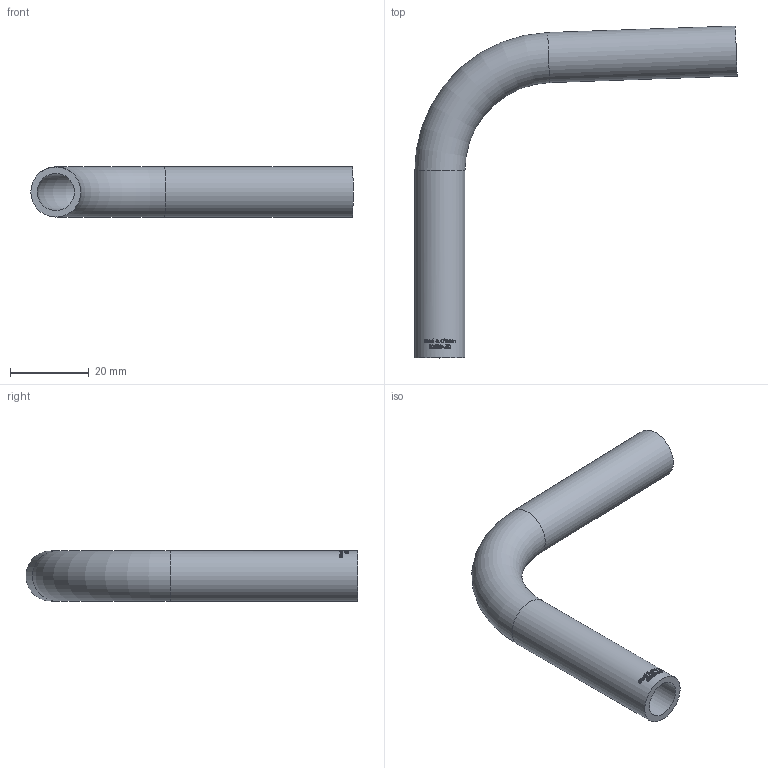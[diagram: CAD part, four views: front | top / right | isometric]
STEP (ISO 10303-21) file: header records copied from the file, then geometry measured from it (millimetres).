
FILE_DESCRIPTION(/* description */ (''),/* implementation_level */ '2;1');
FILE_NAME(/* name */ 'S2S88-.50.stp',/* time_stamp */ '2018-11-27T14:37:59-05:00',/* author */ ('ken'),/* organization */ (''),/* preprocessor_version */ 'ST-DEVELOPER v15.2',/* originating_system */ 'Autodesk Inventor 2014',/* authorisation */ '');
FILE_SCHEMA (('AUTOMOTIVE_DESIGN { 1 0 10303 214 3 1 1 }'));
Length unit declared in the file: inch
Products named in the file (1): S2S88-.50
Bounding box: 81.75 x 84.19 x 12.7 mm (x, y, z)
Volume: 7973.3 mm3; surface area: 9784.5 mm2
Topology: 1 solids, 1 shells, 382 faces, 1028 edges, 684 vertices
Faces by surface type: bspline 225, plane 115, cylinder 40, torus 2
Full cylindrical faces by diameter (mm): 9.398 x2, 12.7 x2
Entity records: 16206 total; most frequent: CARTESIAN_POINT 8014, ORIENTED_EDGE 2044, EDGE_CURVE 1022, DIRECTION 1014, VERTEX_POINT 684, B_SPLINE_CURVE_WITH_KNOTS 450, LINE 446, VECTOR 446
